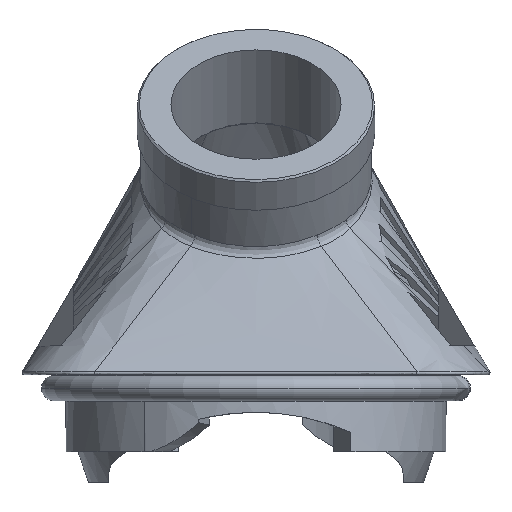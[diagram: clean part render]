
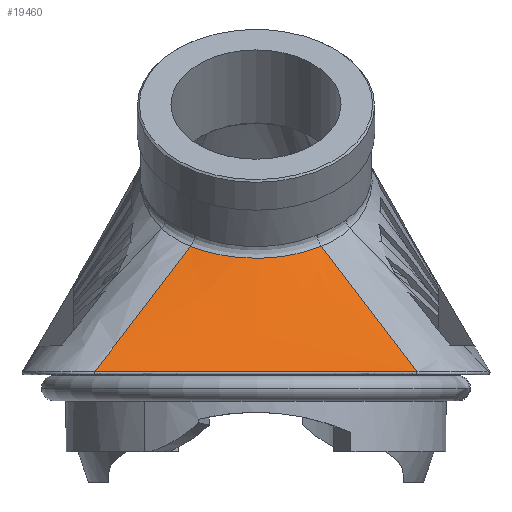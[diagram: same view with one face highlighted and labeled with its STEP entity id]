
A CAD part, front view. The second image highlights one B-rep face of the part: STEP entity #19460.
In plain terms, the highlighted free-form (B-spline) face has degree [4, 3] with [5, 4] control points.
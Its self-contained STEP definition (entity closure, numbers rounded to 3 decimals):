
#18180=CARTESIAN_POINT('',(38.013,15.518,
82.059));
#18190=CARTESIAN_POINT('',(36.315,18.221,
82.059));
#18200=CARTESIAN_POINT('',(35.362,21.902,
82.059));
#18210=CARTESIAN_POINT('',(36.317,25.583,
82.059));
#18220=CARTESIAN_POINT('',(38.015,28.285,
82.059));
#18230=CARTESIAN_POINT('',(32.379,11.981,
80.726));
#18240=CARTESIAN_POINT('',(31.248,16.616,
80.726));
#18250=CARTESIAN_POINT('',(30.613,21.903,
80.726));
#18260=CARTESIAN_POINT('',(31.25,27.19,
80.726));
#18270=CARTESIAN_POINT('',(32.383,31.825,
80.726));
#18280=CARTESIAN_POINT('',(26.745,8.443,
79.393));
#18290=CARTESIAN_POINT('',(26.181,15.01,
79.393));
#18300=CARTESIAN_POINT('',(25.864,21.904,
79.393));
#18310=CARTESIAN_POINT('',(26.183,28.798,
79.393));
#18320=CARTESIAN_POINT('',(26.75,35.365,
79.393));
#18330=CARTESIAN_POINT('',(21.112,4.905,
78.061));
#18340=CARTESIAN_POINT('',(21.113,13.405,
78.061));
#18350=CARTESIAN_POINT('',(21.115,21.905,
78.061));
#18360=CARTESIAN_POINT('',(21.116,30.405,
78.061));
#18370=CARTESIAN_POINT('',(21.118,38.905,
78.061));
#18380=(BOUNDED_SURFACE() B_SPLINE_SURFACE(4,3,((#18180,#18230,#18280,
#18330),(#18190,#18240,#18290,#18340),(#18200,#18250,#18300,#18350),(
#18210,#18260,#18310,#18360),(#18220,#18270,#18320,#18370)),
.UNSPECIFIED.,.F.,.F.,.F.) B_SPLINE_SURFACE_WITH_KNOTS((5,5),(4,4),(
30.193,42.96),(1.,30.357),.UNSPECIFIED.) 
GEOMETRIC_REPRESENTATION_ITEM() RATIONAL_B_SPLINE_SURFACE(((1.,1.,1.,1.)
,(1.,1.,1.,1.),(0.984,0.984,1.,1.),(1.,1.,1.,1.)
,(1.,1.,1.,1.))) REPRESENTATION_ITEM('') SURFACE());
#18390=CARTESIAN_POINT('',(38.013,15.518,
82.059));
#18400=CARTESIAN_POINT('',(32.379,11.981,
80.726));
#18410=CARTESIAN_POINT('',(26.745,8.443,
79.393));
#18420=CARTESIAN_POINT('',(21.112,4.905,
78.061));
#18430=(BOUNDED_CURVE() B_SPLINE_CURVE(3,(#18390,#18400,#18410,#18420),
.UNSPECIFIED.,.F.,.F.) B_SPLINE_CURVE_WITH_KNOTS((4,4),(1.,
30.357),.UNSPECIFIED.) CURVE() GEOMETRIC_REPRESENTATION_ITEM()
 RATIONAL_B_SPLINE_CURVE((1.,1.,1.,1.)) REPRESENTATION_ITEM(''));
#18440=CARTESIAN_POINT('',(37.332,15.091,
81.898));
#18450=VERTEX_POINT('',#18440);
#18460=CARTESIAN_POINT('',(21.5,5.149,
78.152));
#18470=VERTEX_POINT('',#18460);
#18480=EDGE_CURVE('',#18450,#18470,#18430,.T.);
#18490=ORIENTED_EDGE('',*,*,#18480,.F.);
#18500=CARTESIAN_POINT('',(21.5,5.149,
78.152));
#18510=CARTESIAN_POINT('',(21.5,5.161,
78.153));
#18520=CARTESIAN_POINT('',(21.5,5.172,
78.153));
#18530=CARTESIAN_POINT('',(21.499,5.301,
78.153));
#18540=CARTESIAN_POINT('',(21.499,5.417,
78.153));
#18550=CARTESIAN_POINT('',(21.497,6.898,
78.154));
#18560=CARTESIAN_POINT('',(21.495,8.262,
78.155));
#18570=CARTESIAN_POINT('',(21.492,10.991,
78.156));
#18580=CARTESIAN_POINT('',(21.491,12.355,
78.157));
#18590=CARTESIAN_POINT('',(21.489,15.084,
78.158));
#18600=CARTESIAN_POINT('',(21.488,16.448,
78.159));
#18610=CARTESIAN_POINT('',(21.487,19.176,
78.159));
#18620=CARTESIAN_POINT('',(21.487,20.541,
78.16));
#18630=CARTESIAN_POINT('',(21.487,23.269,
78.16));
#18640=CARTESIAN_POINT('',(21.488,24.633,
78.159));
#18650=CARTESIAN_POINT('',(21.49,27.362,
78.159));
#18660=CARTESIAN_POINT('',(21.491,28.726,
78.158));
#18670=CARTESIAN_POINT('',(21.494,31.455,
78.157));
#18680=CARTESIAN_POINT('',(21.496,32.819,
78.156));
#18690=CARTESIAN_POINT('',(21.5,35.547,
78.155));
#18700=CARTESIAN_POINT('',(21.503,36.912,
78.154));
#18710=CARTESIAN_POINT('',(21.505,38.392,
78.153));
#18720=CARTESIAN_POINT('',(21.505,38.509,
78.153));
#18730=CARTESIAN_POINT('',(21.506,38.637,
78.153));
#18740=CARTESIAN_POINT('',(21.506,38.649,
78.153));
#18750=CARTESIAN_POINT('',(21.506,38.661,
78.152));
#18760=B_SPLINE_CURVE_WITH_KNOTS('',3,(#18500,#18510,#18520,#18530,
#18540,#18550,#18560,#18570,#18580,#18590,#18600,#18610,#18620,#18630,
#18640,#18650,#18660,#18670,#18680,#18690,#18700,#18710,#18720,#18730,
#18740,#18750),.UNSPECIFIED.,.F.,.F.,(4,2,2,2,2,2,2,2,2,2,2,2,4),(0.,
0.036,0.385,4.478,8.571,
12.663,16.756,20.849,24.942,
29.034,33.127,33.477,33.512),
.UNSPECIFIED.);
#18770=CARTESIAN_POINT('',(21.506,38.661,
78.152));
#18780=VERTEX_POINT('',#18770);
#18790=EDGE_CURVE('',#18470,#18780,#18760,.T.);
#18800=ORIENTED_EDGE('',*,*,#18790,.F.);
#18810=CARTESIAN_POINT('',(38.015,28.285,
82.059));
#18820=CARTESIAN_POINT('',(32.383,31.825,
80.726));
#18830=CARTESIAN_POINT('',(26.75,35.365,
79.393));
#18840=CARTESIAN_POINT('',(21.118,38.905,
78.061));
#18850=(BOUNDED_CURVE() B_SPLINE_CURVE(3,(#18810,#18820,#18830,#18840),
.UNSPECIFIED.,.F.,.F.) B_SPLINE_CURVE_WITH_KNOTS((4,4),(1.,
30.357),.UNSPECIFIED.) CURVE() GEOMETRIC_REPRESENTATION_ITEM()
 RATIONAL_B_SPLINE_CURVE((1.,1.,1.,1.)) REPRESENTATION_ITEM(''));
#18860=CARTESIAN_POINT('',(24.891,36.533,
78.954));
#18870=VERTEX_POINT('',#18860);
#18880=EDGE_CURVE('',#18870,#18780,#18850,.T.);
#18890=ORIENTED_EDGE('',*,*,#18880,.T.);
#18900=CARTESIAN_POINT('',(38.015,28.285,
82.059));
#18910=CARTESIAN_POINT('',(32.383,31.825,
80.726));
#18920=CARTESIAN_POINT('',(26.75,35.365,
79.393));
#18930=CARTESIAN_POINT('',(21.118,38.905,
78.061));
#18940=(BOUNDED_CURVE() B_SPLINE_CURVE(3,(#18900,#18910,#18920,#18930),
.UNSPECIFIED.,.F.,.F.) B_SPLINE_CURVE_WITH_KNOTS((4,4),(1.,
30.357),.UNSPECIFIED.) CURVE() GEOMETRIC_REPRESENTATION_ITEM()
 RATIONAL_B_SPLINE_CURVE((1.,1.,1.,1.)) REPRESENTATION_ITEM(''));
#18950=CARTESIAN_POINT('',(37.335,28.713,
81.898));
#18960=VERTEX_POINT('',#18950);
#18970=EDGE_CURVE('',#18960,#18870,#18940,.T.);
#18980=ORIENTED_EDGE('',*,*,#18970,.T.);
#18990=CARTESIAN_POINT('',(37.332,15.091,
81.898));
#19000=CARTESIAN_POINT('',(37.309,15.128,
81.897));
#19010=CARTESIAN_POINT('',(37.287,15.165,
81.897));
#19020=CARTESIAN_POINT('',(37.211,15.292,
81.896));
#19030=CARTESIAN_POINT('',(37.159,15.382,
81.895));
#19040=CARTESIAN_POINT('',(37.044,15.587,
81.893));
#19050=CARTESIAN_POINT('',(36.981,15.703,
81.892));
#19060=CARTESIAN_POINT('',(36.797,16.053,
81.889));
#19070=CARTESIAN_POINT('',(36.682,16.291,
81.887));
#19080=CARTESIAN_POINT('',(36.466,16.772,
81.883));
#19090=CARTESIAN_POINT('',(36.366,17.016,
81.881));
#19100=CARTESIAN_POINT('',(36.087,17.756,
81.875));
#19110=CARTESIAN_POINT('',(35.931,18.26,
81.872));
#19120=CARTESIAN_POINT('',(35.744,19.028,
81.868));
#19130=CARTESIAN_POINT('',(35.69,19.286,
81.867));
#19140=CARTESIAN_POINT('',(35.596,19.804,
81.865));
#19150=CARTESIAN_POINT('',(35.557,20.065,
81.864));
#19160=CARTESIAN_POINT('',(35.494,20.588,
81.863));
#19170=CARTESIAN_POINT('',(35.471,20.85,
81.862));
#19180=CARTESIAN_POINT('',(35.439,21.376,
81.861));
#19190=CARTESIAN_POINT('',(35.432,21.639,
81.861));
#19200=CARTESIAN_POINT('',(35.432,22.166,
81.861));
#19210=CARTESIAN_POINT('',(35.44,22.429,
81.861));
#19220=CARTESIAN_POINT('',(35.471,22.955,
81.862));
#19230=CARTESIAN_POINT('',(35.495,23.217,
81.863));
#19240=CARTESIAN_POINT('',(35.557,23.74,
81.864));
#19250=CARTESIAN_POINT('',(35.597,24.,
81.865));
#19260=CARTESIAN_POINT('',(35.691,24.519,
81.867));
#19270=CARTESIAN_POINT('',(35.745,24.777,
81.868));
#19280=CARTESIAN_POINT('',(35.933,25.545,
81.872));
#19290=CARTESIAN_POINT('',(36.089,26.049,
81.875));
#19300=CARTESIAN_POINT('',(36.368,26.789,
81.881));
#19310=CARTESIAN_POINT('',(36.468,27.032,
81.883));
#19320=CARTESIAN_POINT('',(36.684,27.514,
81.887));
#19330=CARTESIAN_POINT('',(36.799,27.751,
81.889));
#19340=CARTESIAN_POINT('',(36.983,28.101,
81.892));
#19350=CARTESIAN_POINT('',(37.046,28.217,
81.893));
#19360=CARTESIAN_POINT('',(37.162,28.422,
81.895));
#19370=CARTESIAN_POINT('',(37.214,28.512,
81.896));
#19380=CARTESIAN_POINT('',(37.289,28.638,
81.897));
#19390=CARTESIAN_POINT('',(37.312,28.676,
81.897));
#19400=CARTESIAN_POINT('',(37.335,28.713,
81.898));
#19410=B_SPLINE_CURVE_WITH_KNOTS('',3,(#18990,#19000,#19010,#19020,
#19030,#19040,#19050,#19060,#19070,#19080,#19090,#19100,#19110,#19120,
#19130,#19140,#19150,#19160,#19170,#19180,#19190,#19200,#19210,#19220,
#19230,#19240,#19250,#19260,#19270,#19280,#19290,#19300,#19310,#19320,
#19330,#19340,#19350,#19360,#19370,#19380,#19390,#19400),.UNSPECIFIED.,
.F.,.F.,(4,2,2,2,2,2,2,2,2,2,2,2,2,2,2,2,2,2,2,2,4),(0.,
0.127,0.428,0.812,1.578,
2.345,3.879,4.645,5.411,
6.177,6.944,7.71,8.476,
9.242,10.009,11.542,12.309,
13.076,13.459,13.76,13.887),
.UNSPECIFIED.);
#19420=EDGE_CURVE('',#18450,#18960,#19410,.T.);
#19430=ORIENTED_EDGE('',*,*,#19420,.T.);
#19440=EDGE_LOOP('',(#19430,#18980,#18890,#18800,#18490));
#19450=FACE_OUTER_BOUND('',#19440,.T.);
#19460=ADVANCED_FACE('',(#19450),#18380,.T.);
